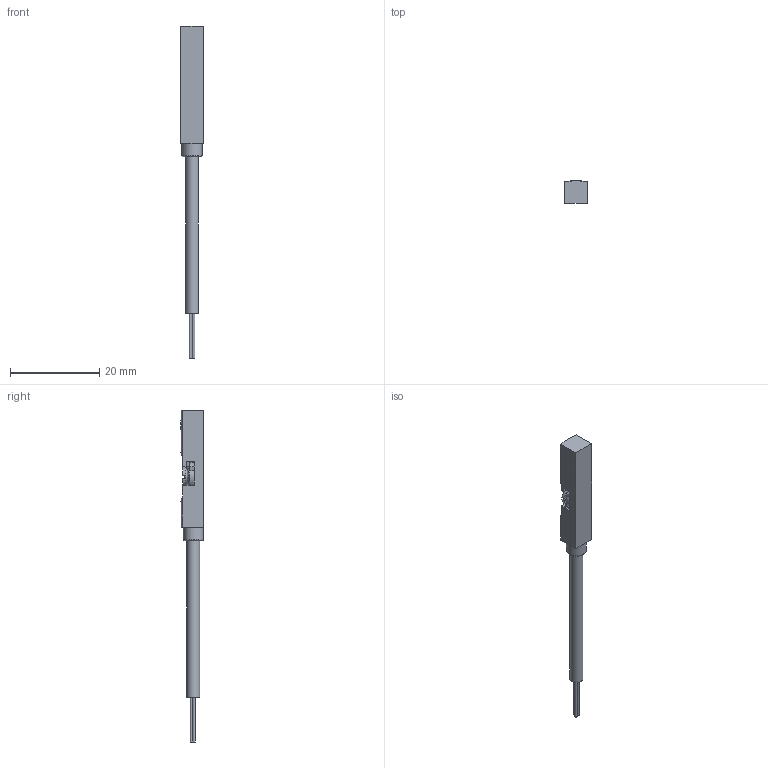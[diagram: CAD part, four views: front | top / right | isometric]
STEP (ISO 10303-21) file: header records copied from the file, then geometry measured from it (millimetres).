
FILE_DESCRIPTION(/* description */ ('STEP AP214'),/* implementation_level */ '2;1');
FILE_NAME(/* name */ '574380_CRSMT-8M-PS-24V-K-50-OE-EX2',/* time_stamp */ '2024-08-09T15:06:53+02:00',/* author */ ('License CC BY-ND 4.0'),/* organization */ ('CADENAS'),/* preprocessor_version */ 'ST-DEVELOPER v19.3',/* originating_system */ 'PARTsolutions',/* authorisation */ ' ');
FILE_SCHEMA (('AUTOMOTIVE_DESIGN {1 0 10303 214 3 1 1}'));
Length unit declared in the file: millimetre
Products named in the file (2): 574380 CRSMT-8M-PS-24V-K-5,0-OE-EX2; 574380---(N)
Assembly tree (1 placements, depth 2):
  574380 CRSMT-8M-PS-24V-K-5,0-OE-EX2
    574380---(N)
Bounding box: 5.09 x 5.05 x 74.25 mm (x, y, z)
Volume: 892.6 mm3; surface area: 1064.2 mm2
Topology: 1 solids, 1 shells, 82 faces, 213 edges, 140 vertices
Faces by surface type: plane 61, cylinder 19, torus 1, cone 1
Full cylindrical faces by diameter (mm): 0.6 x3, 2.9 x1, 3.4 x1, 4 x1, 4.5 x2
Entity records: 3043 total; most frequent: DIRECTION 423, CARTESIAN_POINT 419, ORIENTED_EDGE 398, EDGE_CURVE 199, LINE 143, VECTOR 143, AXIS2_PLACEMENT_3D 140, VERTEX_POINT 136
